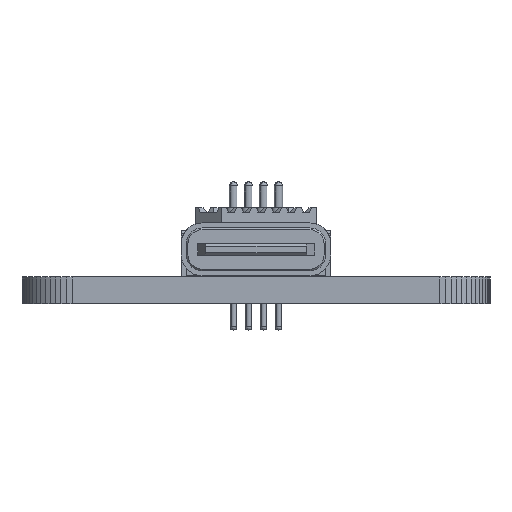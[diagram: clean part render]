
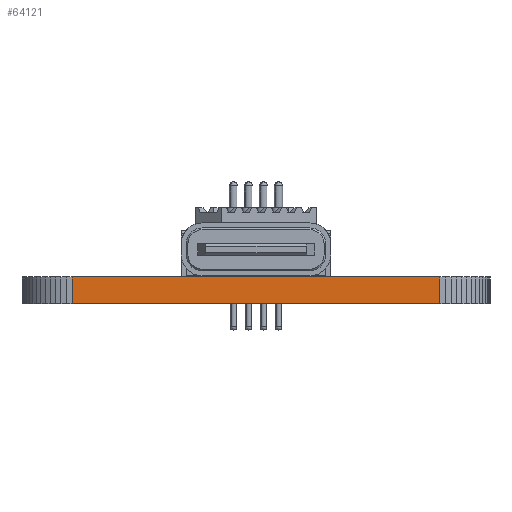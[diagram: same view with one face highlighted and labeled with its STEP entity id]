
A CAD part, left-side view. The second image highlights one B-rep face of the part: STEP entity #64121.
In plain terms, the highlighted planar face has unit normal (-1, 0, 0).
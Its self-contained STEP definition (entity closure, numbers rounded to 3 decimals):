
#55473 = PLANE('',#55474);
#55474 = AXIS2_PLACEMENT_3D('',#55475,#55476,#55477);
#55475 = CARTESIAN_POINT('',(45.4,-35.,1.6));
#55476 = DIRECTION('',(-0.,-0.,-1.));
#55477 = DIRECTION('',(-1.,0.,0.));
#55527 = PLANE('',#55528);
#55528 = AXIS2_PLACEMENT_3D('',#55529,#55530,#55531);
#55529 = CARTESIAN_POINT('',(45.4,-35.,0.));
#55530 = DIRECTION('',(-0.,-0.,-1.));
#55531 = DIRECTION('',(-1.,0.,0.));
#56812 = VERTEX_POINT('',#56813);
#56813 = CARTESIAN_POINT('',(25.8,-46.,0.));
#56827 = PLANE('',#56828);
#56828 = AXIS2_PLACEMENT_3D('',#56829,#56830,#56831);
#56829 = CARTESIAN_POINT('',(25.819,-46.336,0.));
#56830 = DIRECTION('',(-0.998,-0.056,0.));
#56831 = DIRECTION('',(-0.056,0.998,0.));
#56839 = EDGE_CURVE('',#56812,#56840,#56842,.T.);
#56840 = VERTEX_POINT('',#56841);
#56841 = CARTESIAN_POINT('',(25.8,-24.,0.));
#56842 = SURFACE_CURVE('',#56843,(#56847,#56854),.PCURVE_S1.);
#56843 = LINE('',#56844,#56845);
#56844 = CARTESIAN_POINT('',(25.8,-46.,0.));
#56845 = VECTOR('',#56846,1.);
#56846 = DIRECTION('',(0.,1.,0.));
#56847 = PCURVE('',#55527,#56848);
#56848 = DEFINITIONAL_REPRESENTATION('',(#56849),#56853);
#56849 = LINE('',#56850,#56851);
#56850 = CARTESIAN_POINT('',(19.6,-11.));
#56851 = VECTOR('',#56852,1.);
#56852 = DIRECTION('',(0.,1.));
#56853 = ( GEOMETRIC_REPRESENTATION_CONTEXT(2) 
PARAMETRIC_REPRESENTATION_CONTEXT() REPRESENTATION_CONTEXT('2D SPACE',''
  ) );
#56854 = PCURVE('',#56855,#56860);
#56855 = PLANE('',#56856);
#56856 = AXIS2_PLACEMENT_3D('',#56857,#56858,#56859);
#56857 = CARTESIAN_POINT('',(25.8,-46.,0.));
#56858 = DIRECTION('',(-1.,0.,0.));
#56859 = DIRECTION('',(0.,1.,0.));
#56860 = DEFINITIONAL_REPRESENTATION('',(#56861),#56865);
#56861 = LINE('',#56862,#56863);
#56862 = CARTESIAN_POINT('',(0.,0.));
#56863 = VECTOR('',#56864,1.);
#56864 = DIRECTION('',(1.,0.));
#56865 = ( GEOMETRIC_REPRESENTATION_CONTEXT(2) 
PARAMETRIC_REPRESENTATION_CONTEXT() REPRESENTATION_CONTEXT('2D SPACE',''
  ) );
#56883 = PLANE('',#56884);
#56884 = AXIS2_PLACEMENT_3D('',#56885,#56886,#56887);
#56885 = CARTESIAN_POINT('',(25.8,-24.,0.));
#56886 = DIRECTION('',(-0.998,0.056,0.));
#56887 = DIRECTION('',(0.056,0.998,0.));
#60875 = VERTEX_POINT('',#60876);
#60876 = CARTESIAN_POINT('',(25.8,-46.,1.6));
#60897 = EDGE_CURVE('',#60875,#60898,#60900,.T.);
#60898 = VERTEX_POINT('',#60899);
#60899 = CARTESIAN_POINT('',(25.8,-24.,1.6));
#60900 = SURFACE_CURVE('',#60901,(#60905,#60912),.PCURVE_S1.);
#60901 = LINE('',#60902,#60903);
#60902 = CARTESIAN_POINT('',(25.8,-46.,1.6));
#60903 = VECTOR('',#60904,1.);
#60904 = DIRECTION('',(0.,1.,0.));
#60905 = PCURVE('',#55473,#60906);
#60906 = DEFINITIONAL_REPRESENTATION('',(#60907),#60911);
#60907 = LINE('',#60908,#60909);
#60908 = CARTESIAN_POINT('',(19.6,-11.));
#60909 = VECTOR('',#60910,1.);
#60910 = DIRECTION('',(0.,1.));
#60911 = ( GEOMETRIC_REPRESENTATION_CONTEXT(2) 
PARAMETRIC_REPRESENTATION_CONTEXT() REPRESENTATION_CONTEXT('2D SPACE',''
  ) );
#60912 = PCURVE('',#56855,#60913);
#60913 = DEFINITIONAL_REPRESENTATION('',(#60914),#60918);
#60914 = LINE('',#60915,#60916);
#60915 = CARTESIAN_POINT('',(0.,-1.6));
#60916 = VECTOR('',#60917,1.);
#60917 = DIRECTION('',(1.,0.));
#60918 = ( GEOMETRIC_REPRESENTATION_CONTEXT(2) 
PARAMETRIC_REPRESENTATION_CONTEXT() REPRESENTATION_CONTEXT('2D SPACE',''
  ) );
#64071 = EDGE_CURVE('',#56840,#60898,#64072,.T.);
#64072 = SURFACE_CURVE('',#64073,(#64077,#64084),.PCURVE_S1.);
#64073 = LINE('',#64074,#64075);
#64074 = CARTESIAN_POINT('',(25.8,-24.,0.));
#64075 = VECTOR('',#64076,1.);
#64076 = DIRECTION('',(0.,0.,1.));
#64077 = PCURVE('',#56883,#64078);
#64078 = DEFINITIONAL_REPRESENTATION('',(#64079),#64083);
#64079 = LINE('',#64080,#64081);
#64080 = CARTESIAN_POINT('',(0.,0.));
#64081 = VECTOR('',#64082,1.);
#64082 = DIRECTION('',(0.,-1.));
#64083 = ( GEOMETRIC_REPRESENTATION_CONTEXT(2) 
PARAMETRIC_REPRESENTATION_CONTEXT() REPRESENTATION_CONTEXT('2D SPACE',''
  ) );
#64084 = PCURVE('',#56855,#64085);
#64085 = DEFINITIONAL_REPRESENTATION('',(#64086),#64090);
#64086 = LINE('',#64087,#64088);
#64087 = CARTESIAN_POINT('',(22.,0.));
#64088 = VECTOR('',#64089,1.);
#64089 = DIRECTION('',(0.,-1.));
#64090 = ( GEOMETRIC_REPRESENTATION_CONTEXT(2) 
PARAMETRIC_REPRESENTATION_CONTEXT() REPRESENTATION_CONTEXT('2D SPACE',''
  ) );
#64121 = ADVANCED_FACE('',(#64122),#56855,.T.);
#64122 = FACE_BOUND('',#64123,.T.);
#64123 = EDGE_LOOP('',(#64124,#64145,#64146,#64147));
#64124 = ORIENTED_EDGE('',*,*,#64125,.T.);
#64125 = EDGE_CURVE('',#56812,#60875,#64126,.T.);
#64126 = SURFACE_CURVE('',#64127,(#64131,#64138),.PCURVE_S1.);
#64127 = LINE('',#64128,#64129);
#64128 = CARTESIAN_POINT('',(25.8,-46.,0.));
#64129 = VECTOR('',#64130,1.);
#64130 = DIRECTION('',(0.,0.,1.));
#64131 = PCURVE('',#56855,#64132);
#64132 = DEFINITIONAL_REPRESENTATION('',(#64133),#64137);
#64133 = LINE('',#64134,#64135);
#64134 = CARTESIAN_POINT('',(0.,0.));
#64135 = VECTOR('',#64136,1.);
#64136 = DIRECTION('',(0.,-1.));
#64137 = ( GEOMETRIC_REPRESENTATION_CONTEXT(2) 
PARAMETRIC_REPRESENTATION_CONTEXT() REPRESENTATION_CONTEXT('2D SPACE',''
  ) );
#64138 = PCURVE('',#56827,#64139);
#64139 = DEFINITIONAL_REPRESENTATION('',(#64140),#64144);
#64140 = LINE('',#64141,#64142);
#64141 = CARTESIAN_POINT('',(0.336,0.));
#64142 = VECTOR('',#64143,1.);
#64143 = DIRECTION('',(0.,-1.));
#64144 = ( GEOMETRIC_REPRESENTATION_CONTEXT(2) 
PARAMETRIC_REPRESENTATION_CONTEXT() REPRESENTATION_CONTEXT('2D SPACE',''
  ) );
#64145 = ORIENTED_EDGE('',*,*,#60897,.T.);
#64146 = ORIENTED_EDGE('',*,*,#64071,.F.);
#64147 = ORIENTED_EDGE('',*,*,#56839,.F.);
